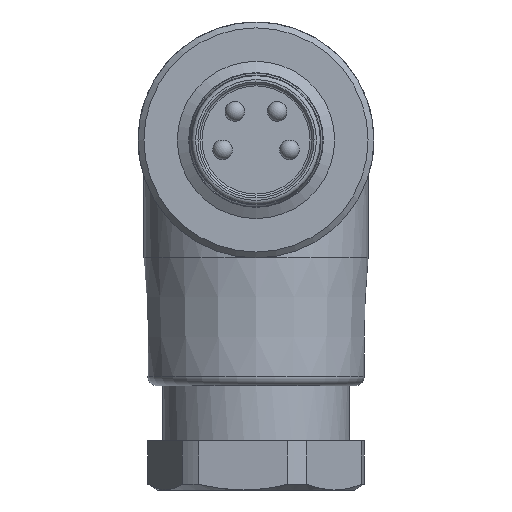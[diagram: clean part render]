
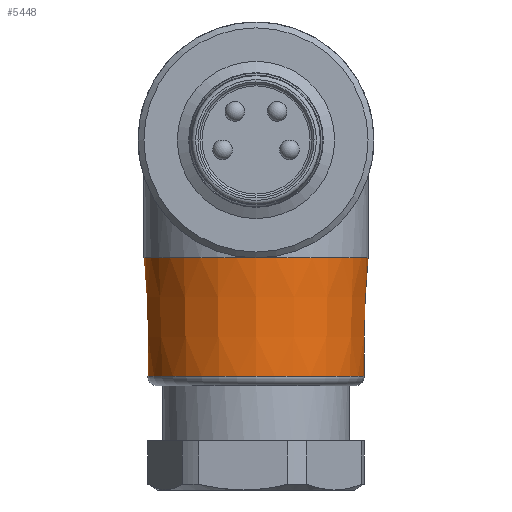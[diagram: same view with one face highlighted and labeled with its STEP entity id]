
A CAD part, left-side view. The second image highlights one B-rep face of the part: STEP entity #5448.
In plain terms, the highlighted conical face has half-angle 1.762 degrees and reference radius 5.5 mm.
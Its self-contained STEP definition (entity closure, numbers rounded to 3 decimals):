
#2992 = CYLINDRICAL_SURFACE('',#2993,5.7);
#2993 = AXIS2_PLACEMENT_3D('',#2994,#2995,#2996);
#2994 = CARTESIAN_POINT('',(12.5,0.,0.));
#2995 = DIRECTION('',(0.,0.,-1.));
#2996 = DIRECTION('',(-1.,0.,0.));
#3791 = VERTEX_POINT('',#3792);
#3792 = CARTESIAN_POINT('',(18.2,0.,-6.));
#4227 = TOROIDAL_SURFACE('',#4228,5.015,0.5);
#4228 = AXIS2_PLACEMENT_3D('',#4229,#4230,#4231);
#4229 = CARTESIAN_POINT('',(12.5,0.,-12.));
#4230 = DIRECTION('',(0.,0.,-1.));
#4231 = DIRECTION('',(-1.,0.,0.));
#4307 = EDGE_CURVE('',#3791,#3791,#4308,.T.);
#4308 = SURFACE_CURVE('',#4309,(#4314,#4320),.PCURVE_S1.);
#4309 = CIRCLE('',#4310,5.7);
#4310 = AXIS2_PLACEMENT_3D('',#4311,#4312,#4313);
#4311 = CARTESIAN_POINT('',(12.5,0.,-6.));
#4312 = DIRECTION('',(0.,0.,1.));
#4313 = DIRECTION('',(-1.,0.,0.));
#4314 = PCURVE('',#2992,#4315);
#4315 = DEFINITIONAL_REPRESENTATION('',(#4316),#4319);
#4316 = B_SPLINE_CURVE_WITH_KNOTS('',1,(#4317,#4318),.UNSPECIFIED.,.F.,
  .F.,(2,2),(3.142,9.425),.PIECEWISE_BEZIER_KNOTS.);
#4317 = CARTESIAN_POINT('',(3.142,6.));
#4318 = CARTESIAN_POINT('',(-3.142,6.));
#4319 = ( GEOMETRIC_REPRESENTATION_CONTEXT(2) 
PARAMETRIC_REPRESENTATION_CONTEXT() REPRESENTATION_CONTEXT('2D SPACE',''
  ) );
#4320 = PCURVE('',#4321,#4326);
#4321 = CONICAL_SURFACE('',#4322,5.5,0.031);
#4322 = AXIS2_PLACEMENT_3D('',#4323,#4324,#4325);
#4323 = CARTESIAN_POINT('',(12.5,0.,-12.5));
#4324 = DIRECTION('',(0.,0.,1.));
#4325 = DIRECTION('',(1.,0.,0.));
#4326 = DEFINITIONAL_REPRESENTATION('',(#4327),#4330);
#4327 = B_SPLINE_CURVE_WITH_KNOTS('',1,(#4328,#4329),.UNSPECIFIED.,.F.,
  .F.,(2,2),(3.142,9.425),.PIECEWISE_BEZIER_KNOTS.);
#4328 = CARTESIAN_POINT('',(0.,6.5));
#4329 = CARTESIAN_POINT('',(6.283,6.5));
#4330 = ( GEOMETRIC_REPRESENTATION_CONTEXT(2) 
PARAMETRIC_REPRESENTATION_CONTEXT() REPRESENTATION_CONTEXT('2D SPACE',''
  ) );
#5448 = ADVANCED_FACE('',(#5449),#4321,.T.);
#5449 = FACE_BOUND('',#5450,.T.);
#5450 = EDGE_LOOP('',(#5451,#5475,#5495,#5496,#5497));
#5451 = ORIENTED_EDGE('',*,*,#5452,.T.);
#5452 = EDGE_CURVE('',#5453,#5455,#5457,.T.);
#5453 = VERTEX_POINT('',#5454);
#5454 = CARTESIAN_POINT('',(6.985,0.,-12.015));
#5455 = VERTEX_POINT('',#5456);
#5456 = CARTESIAN_POINT('',(18.015,0.,
    -12.015));
#5457 = SURFACE_CURVE('',#5458,(#5463,#5469),.PCURVE_S1.);
#5458 = CIRCLE('',#5459,5.515);
#5459 = AXIS2_PLACEMENT_3D('',#5460,#5461,#5462);
#5460 = CARTESIAN_POINT('',(12.5,0.,-12.015));
#5461 = DIRECTION('',(0.,0.,1.));
#5462 = DIRECTION('',(-1.,0.,0.));
#5463 = PCURVE('',#4321,#5464);
#5464 = DEFINITIONAL_REPRESENTATION('',(#5465),#5468);
#5465 = B_SPLINE_CURVE_WITH_KNOTS('',1,(#5466,#5467),.UNSPECIFIED.,.F.,
  .F.,(2,2),(0.,6.283),.PIECEWISE_BEZIER_KNOTS.);
#5466 = CARTESIAN_POINT('',(3.142,0.485));
#5467 = CARTESIAN_POINT('',(9.425,0.485));
#5468 = ( GEOMETRIC_REPRESENTATION_CONTEXT(2) 
PARAMETRIC_REPRESENTATION_CONTEXT() REPRESENTATION_CONTEXT('2D SPACE',''
  ) );
#5469 = PCURVE('',#4227,#5470);
#5470 = DEFINITIONAL_REPRESENTATION('',(#5471),#5474);
#5471 = B_SPLINE_CURVE_WITH_KNOTS('',1,(#5472,#5473),.UNSPECIFIED.,.F.,
  .F.,(2,2),(0.,3.142),.PIECEWISE_BEZIER_KNOTS.);
#5472 = CARTESIAN_POINT('',(6.283,6.314));
#5473 = CARTESIAN_POINT('',(3.142,6.314));
#5474 = ( GEOMETRIC_REPRESENTATION_CONTEXT(2) 
PARAMETRIC_REPRESENTATION_CONTEXT() REPRESENTATION_CONTEXT('2D SPACE',''
  ) );
#5475 = ORIENTED_EDGE('',*,*,#5476,.T.);
#5476 = EDGE_CURVE('',#5455,#3791,#5477,.T.);
#5477 = SEAM_CURVE('',#5478,(#5481,#5488),.PCURVE_S1.);
#5478 = B_SPLINE_CURVE_WITH_KNOTS('',1,(#5479,#5480),.UNSPECIFIED.,.F.,
  .F.,(2,2),(0.485,6.503),.PIECEWISE_BEZIER_KNOTS.);
#5479 = CARTESIAN_POINT('',(18.015,0.,-12.015));
#5480 = CARTESIAN_POINT('',(18.2,0.,-6.));
#5481 = PCURVE('',#4321,#5482);
#5482 = DEFINITIONAL_REPRESENTATION('',(#5483),#5487);
#5483 = LINE('',#5484,#5485);
#5484 = CARTESIAN_POINT('',(6.283,0.));
#5485 = VECTOR('',#5486,1.);
#5486 = DIRECTION('',(0.,1.));
#5487 = ( GEOMETRIC_REPRESENTATION_CONTEXT(2) 
PARAMETRIC_REPRESENTATION_CONTEXT() REPRESENTATION_CONTEXT('2D SPACE',''
  ) );
#5488 = PCURVE('',#4321,#5489);
#5489 = DEFINITIONAL_REPRESENTATION('',(#5490),#5494);
#5490 = LINE('',#5491,#5492);
#5491 = CARTESIAN_POINT('',(0.,0.));
#5492 = VECTOR('',#5493,1.);
#5493 = DIRECTION('',(0.,1.));
#5494 = ( GEOMETRIC_REPRESENTATION_CONTEXT(2) 
PARAMETRIC_REPRESENTATION_CONTEXT() REPRESENTATION_CONTEXT('2D SPACE',''
  ) );
#5495 = ORIENTED_EDGE('',*,*,#4307,.F.);
#5496 = ORIENTED_EDGE('',*,*,#5476,.F.);
#5497 = ORIENTED_EDGE('',*,*,#5498,.T.);
#5498 = EDGE_CURVE('',#5455,#5453,#5499,.T.);
#5499 = SURFACE_CURVE('',#5500,(#5505,#5511),.PCURVE_S1.);
#5500 = CIRCLE('',#5501,5.515);
#5501 = AXIS2_PLACEMENT_3D('',#5502,#5503,#5504);
#5502 = CARTESIAN_POINT('',(12.5,0.,-12.015));
#5503 = DIRECTION('',(0.,0.,1.));
#5504 = DIRECTION('',(-1.,0.,0.));
#5505 = PCURVE('',#4321,#5506);
#5506 = DEFINITIONAL_REPRESENTATION('',(#5507),#5510);
#5507 = B_SPLINE_CURVE_WITH_KNOTS('',1,(#5508,#5509),.UNSPECIFIED.,.F.,
  .F.,(2,2),(0.,6.283),.PIECEWISE_BEZIER_KNOTS.);
#5508 = CARTESIAN_POINT('',(-3.142,0.485));
#5509 = CARTESIAN_POINT('',(3.142,0.485));
#5510 = ( GEOMETRIC_REPRESENTATION_CONTEXT(2) 
PARAMETRIC_REPRESENTATION_CONTEXT() REPRESENTATION_CONTEXT('2D SPACE',''
  ) );
#5511 = PCURVE('',#4227,#5512);
#5512 = DEFINITIONAL_REPRESENTATION('',(#5513),#5516);
#5513 = B_SPLINE_CURVE_WITH_KNOTS('',1,(#5514,#5515),.UNSPECIFIED.,.F.,
  .F.,(2,2),(3.142,6.283),.PIECEWISE_BEZIER_KNOTS.);
#5514 = CARTESIAN_POINT('',(3.142,6.314));
#5515 = CARTESIAN_POINT('',(0.,6.314));
#5516 = ( GEOMETRIC_REPRESENTATION_CONTEXT(2) 
PARAMETRIC_REPRESENTATION_CONTEXT() REPRESENTATION_CONTEXT('2D SPACE',''
  ) );
